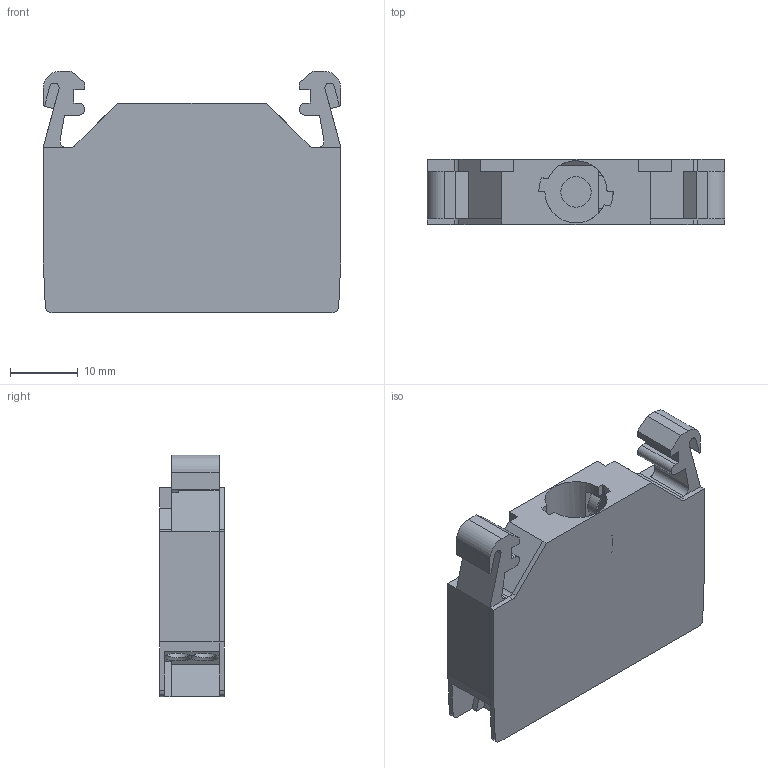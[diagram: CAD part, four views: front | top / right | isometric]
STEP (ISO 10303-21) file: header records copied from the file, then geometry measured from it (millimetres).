
FILE_DESCRIPTION(/* description */ (''),/* implementation_level */ '2;1');
FILE_NAME(/* name */ 'DL_ohne Lampe_ipt.stp',/* time_stamp */ '2017-03-31T09:26:26+02:00',/* author */ ('ahoffmann'),/* organization */ (''),/* preprocessor_version */ 'ST-DEVELOPER v16.1',/* originating_system */ 'Autodesk Inventor 2016',/* authorisation */ '');
FILE_SCHEMA (('AUTOMOTIVE_DESIGN { 1 0 10303 214 3 1 1 }'));
Length unit declared in the file: millimetre
Products named in the file (1): DL_ohne Lampe_vereinfacht
Bounding box: 44 x 9.6 x 35.7 mm (x, y, z)
Volume: 38.2 mm3; surface area: 5626.2 mm2
Topology: 2 solids, 3 shells, 224 faces, 620 edges, 404 vertices
Faces by surface type: plane 165, cylinder 53, cone 4, torus 2
Full cylindrical faces by diameter (mm): 3.5 x4
Entity records: 7255 total; most frequent: CARTESIAN_POINT 1330, ORIENTED_EDGE 1258, DIRECTION 1193, EDGE_CURVE 629, LINE 495, VECTOR 495, VERTEX_POINT 422, AXIS2_PLACEMENT_3D 349
